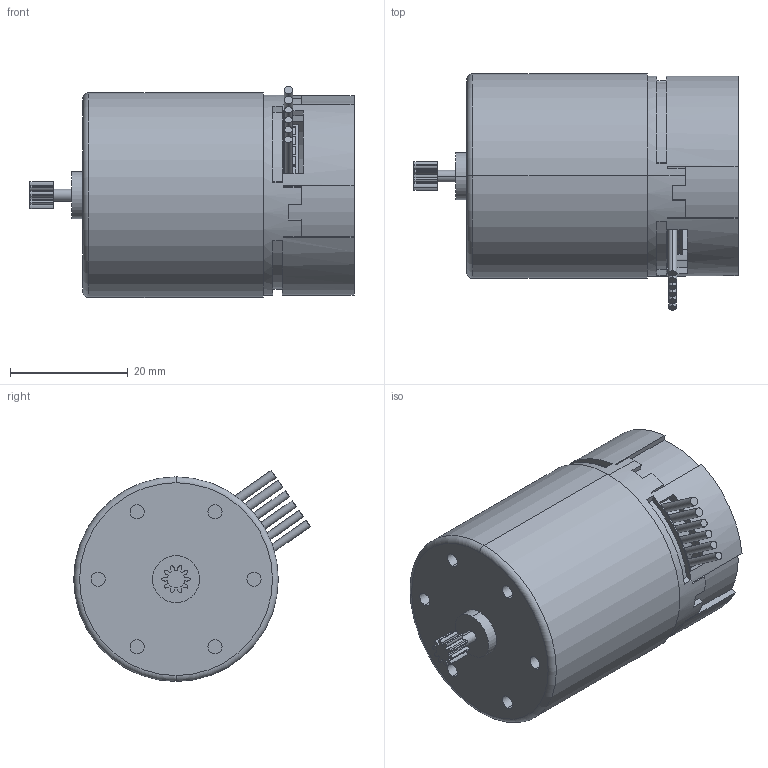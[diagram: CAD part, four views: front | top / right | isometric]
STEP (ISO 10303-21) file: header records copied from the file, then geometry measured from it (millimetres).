
FILE_DESCRIPTION (( 'STEP AP214' ), '1' );
FILE_NAME ('37d-gearmotor-without-gearbox-with-pinion-gear.STEP', '2019-04-23T20:08:52', ( '' ), ( '' ), 'SwSTEP 2.0', 'SolidWorks 2016', '' );
FILE_SCHEMA (( 'AUTOMOTIVE_DESIGN' ));
Length unit declared in the file: millimetre
Products named in the file (1): 37d-gearmotor-without-gearbox-with-pinion-gear
Bounding box: 55.1 x 40.23 x 35.88 mm (x, y, z)
Volume: 34657.9 mm3; surface area: 13723.9 mm2
Topology: 1 solids, 1 shells, 295 faces, 771 edges, 510 vertices
Faces by surface type: plane 174, cylinder 99, bspline 20, torus 2
Entity records: 13972 total; most frequent: CARTESIAN_POINT 3277, ORIENTED_EDGE 1542, DIRECTION 1535, EDGE_CURVE 771, AXIS2_PLACEMENT_3D 528, VERTEX_POINT 510, VECTOR 479, LINE 479
